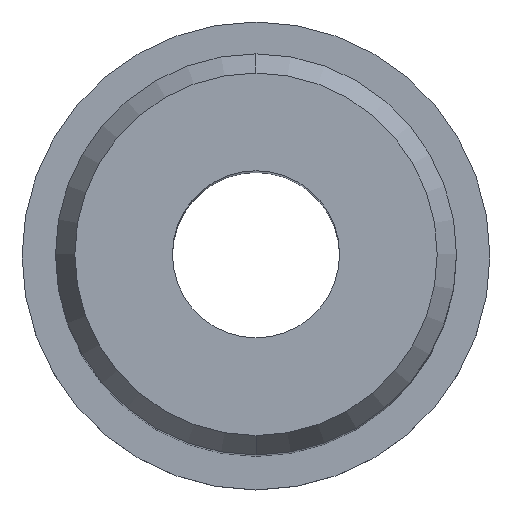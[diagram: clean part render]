
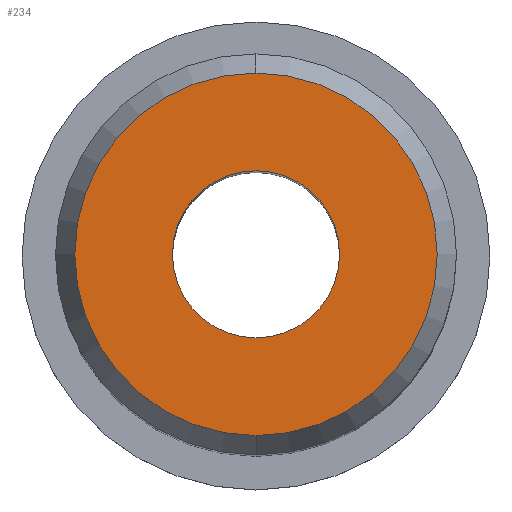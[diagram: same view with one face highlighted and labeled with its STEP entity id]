
A CAD part, top view. The second image highlights one B-rep face of the part: STEP entity #234.
In plain terms, the highlighted planar face has unit normal (0, 0, 1).
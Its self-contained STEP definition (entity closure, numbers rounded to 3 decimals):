
#130=VERTEX_POINT('NONE',#302);
#146=VERTEX_POINT('NONE',#320);
#156=EDGE_CURVE('NONE',#146,#130,#331,.T.);
#172=EDGE_CURVE('NONE',#206,#198,#347,.T.);
#198=VERTEX_POINT('NONE',#378);
#206=VERTEX_POINT('NONE',#386);
#224=EDGE_CURVE('NONE',#198,#206,#408,.T.);
#234=ADVANCED_FACE('NONE',(#422,#423),#424,.T.);
#240=EDGE_CURVE('NONE',#130,#146,#431,.T.);
#302=CARTESIAN_POINT('',(0.,5.423,30.0));
#320=CARTESIAN_POINT('',(0.0,-5.423,30.0));
#331=CIRCLE('',#532,5.423);
#347=CIRCLE('',#557,2.5);
#378=CARTESIAN_POINT('',(0.,2.5,30.0));
#386=CARTESIAN_POINT('',(0.0,-2.5,30.0));
#408=CIRCLE('',#630,2.5);
#422=FACE_OUTER_BOUND('',#646,.T.);
#423=FACE_BOUND('',#647,.T.);
#424=PLANE('',#648);
#431=CIRCLE('',#656,5.423);
#532=AXIS2_PLACEMENT_3D('',#754,#755,#756);
#557=AXIS2_PLACEMENT_3D('',#766,#767,#768);
#630=AXIS2_PLACEMENT_3D('',#851,#852,#853);
#646=EDGE_LOOP('',(#877,#878));
#647=EDGE_LOOP('',(#879,#880));
#648=AXIS2_PLACEMENT_3D('',#881,#882,#883);
#656=AXIS2_PLACEMENT_3D('',#892,#893,#894);
#754=CARTESIAN_POINT('',(0.0,0.0,30.0));
#755=DIRECTION('',(0.0,0.0,-1.0));
#756=DIRECTION('',(0.0,-1.0,0.0));
#766=CARTESIAN_POINT('',(0.0,0.0,30.0));
#767=DIRECTION('',(0.0,0.0,-1.0));
#768=DIRECTION('',(0.0,-1.0,0.0));
#851=CARTESIAN_POINT('',(0.0,0.0,30.0));
#852=DIRECTION('',(0.0,0.0,-1.0));
#853=DIRECTION('',(0.0,-1.0,0.0));
#877=ORIENTED_EDGE('',*,*,#156,.F.);
#878=ORIENTED_EDGE('',*,*,#240,.F.);
#879=ORIENTED_EDGE('',*,*,#172,.T.);
#880=ORIENTED_EDGE('',*,*,#224,.T.);
#881=CARTESIAN_POINT('',(-5.423,0.0,30.0));
#882=DIRECTION('',(0.0,-0.0,1.0));
#883=DIRECTION('',(0.0,1.0,0.0));
#892=CARTESIAN_POINT('',(0.0,0.0,30.0));
#893=DIRECTION('',(0.0,0.0,-1.0));
#894=DIRECTION('',(0.0,-1.0,0.0));
